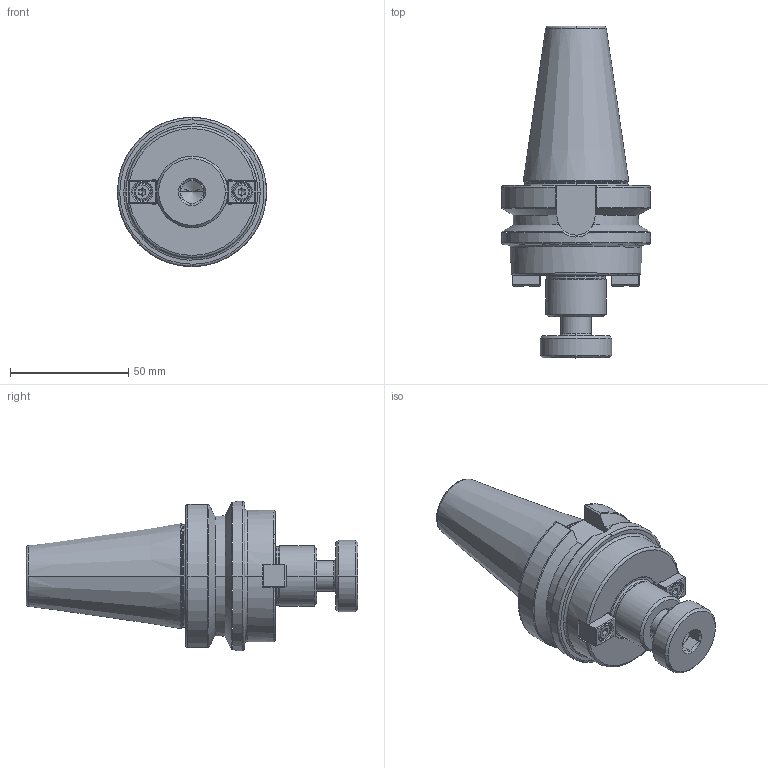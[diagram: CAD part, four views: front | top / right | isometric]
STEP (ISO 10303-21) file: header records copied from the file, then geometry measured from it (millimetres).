
FILE_DESCRIPTION (( 'STEP AP203' ), '1' );
FILE_NAME ('BT40-FMA1in-40.STEP', '2021-01-11T02:55:41', ( '微软用户' ), ( '微软中国' ), 'SwSTEP 2.0', 'SolidWorks 2016', '' );
FILE_SCHEMA (( 'CONFIG_CONTROL_DESIGN' ));
Length unit declared in the file: millimetre
Products named in the file (5): 25.4源; 1-2-20UNF-2A-32大圆柱头紧固螺钉FMA用; hexagon socket head cap screws gb_GB_FASTENER_SCREWS_HSHCS M4X10-N; BT40-FMA1in-40; BT40-FMA25.4-40
Assembly tree (6 placements, depth 2):
  BT40-FMA1in-40
    BT40-FMA25.4-40
    25.4源  x2
    1-2-20UNF-2A-32大圆柱头紧固螺钉FMA用
    hexagon socket head cap screws gb_GB_FASTENER_SCREWS_HSHCS M4X10-N  x2
Bounding box: 63 x 140.25 x 63 mm (x, y, z)
Volume: 167144.9 mm3; surface area: 33343.3 mm2
Topology: 6 solids, 6 shells, 274 faces, 662 edges, 400 vertices
Faces by surface type: plane 123, cylinder 58, cone 55, bspline 30, torus 8
Entity records: 9270 total; most frequent: CARTESIAN_POINT 3787, ORIENTED_EDGE 1050, DIRECTION 1000, EDGE_CURVE 525, AXIS2_PLACEMENT_3D 381, VERTEX_POINT 329, VECTOR 238, LINE 238
